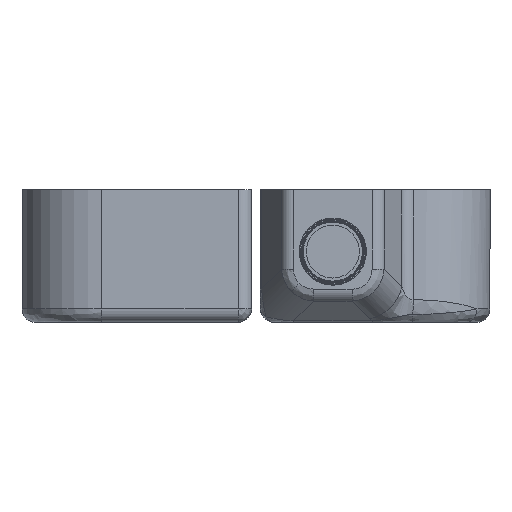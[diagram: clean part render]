
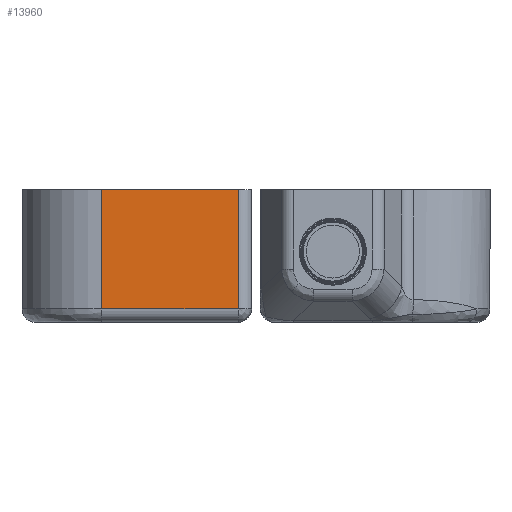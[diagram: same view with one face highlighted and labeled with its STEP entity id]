
A CAD part, left-side view. The second image highlights one B-rep face of the part: STEP entity #13960.
In plain terms, the highlighted face is planar.
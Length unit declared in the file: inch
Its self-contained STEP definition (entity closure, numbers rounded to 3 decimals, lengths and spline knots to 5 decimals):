
#243 = EDGE_LOOP ( 'NONE', ( #9562, #6070, #888, #20400 ) ) ;
#374 = DIRECTION ( 'NONE',  ( 0., 1., 0. ) ) ;
#653 = LINE ( 'NONE', #19433, #10543 ) ;
#888 = ORIENTED_EDGE ( 'NONE', *, *, #11695, .F. ) ;
#1379 = DIRECTION ( 'NONE',  ( 0., 0., -1. ) ) ;
#2805 = EDGE_CURVE ( 'NONE', #19161, #12813, #18618, .T. ) ;
#3414 = CARTESIAN_POINT ( 'NONE',  ( 0.76772, 0.35433, 0.59055 ) ) ;
#4339 = CARTESIAN_POINT ( 'NONE',  ( 0.76772, 0.96457, 0.59055 ) ) ;
#4771 = CARTESIAN_POINT ( 'NONE',  ( 0.76772, 0.35433, 0.05906 ) ) ;
#5237 = CARTESIAN_POINT ( 'NONE',  ( 0.76772, 0., 0.05906 ) ) ;
#5536 = LINE ( 'NONE', #3414, #17964 ) ;
#5851 = VERTEX_POINT ( 'NONE', #4339 ) ;
#6070 = ORIENTED_EDGE ( 'NONE', *, *, #6620, .F. ) ;
#6620 = EDGE_CURVE ( 'NONE', #5851, #19161, #653, .T. ) ;
#8232 = DIRECTION ( 'NONE',  ( 0., 0., 1. ) ) ;
#8575 = VECTOR ( 'NONE', #374, 39.37008 ) ;
#8710 = CARTESIAN_POINT ( 'NONE',  ( 0.76772, 0.96457, 0.05906 ) ) ;
#9002 = DIRECTION ( 'NONE',  ( -1., 0., 0. ) ) ;
#9562 = ORIENTED_EDGE ( 'NONE', *, *, #2805, .F. ) ;
#10092 = CARTESIAN_POINT ( 'NONE',  ( 0.76772, 0., 0.59055 ) ) ;
#10543 = VECTOR ( 'NONE', #1379, 39.37008 ) ;
#10614 = PLANE ( 'NONE',  #18693 ) ;
#11695 = EDGE_CURVE ( 'NONE', #18868, #5851, #20532, .T. ) ;
#12813 = VERTEX_POINT ( 'NONE', #4771 ) ;
#13960 = ADVANCED_FACE ( 'NONE', ( #20692 ), #10614, .F. ) ;
#15460 = DIRECTION ( 'NONE',  ( 0., 0., 1. ) ) ;
#17853 = CARTESIAN_POINT ( 'NONE',  ( 0.76772, 0.35433, 0.59055 ) ) ;
#17964 = VECTOR ( 'NONE', #8232, 39.37008 ) ;
#18097 = VECTOR ( 'NONE', #18301, 39.37008 ) ;
#18301 = DIRECTION ( 'NONE',  ( 0., -1., 0. ) ) ;
#18533 = EDGE_CURVE ( 'NONE', #12813, #18868, #5536, .T. ) ;
#18618 = LINE ( 'NONE', #5237, #18097 ) ;
#18693 = AXIS2_PLACEMENT_3D ( 'NONE', #18804, #9002, #15460 ) ;
#18804 = CARTESIAN_POINT ( 'NONE',  ( 0.76772, 0., 0.59055 ) ) ;
#18868 = VERTEX_POINT ( 'NONE', #17853 ) ;
#19161 = VERTEX_POINT ( 'NONE', #8710 ) ;
#19433 = CARTESIAN_POINT ( 'NONE',  ( 0.76772, 0.96457, 0.59055 ) ) ;
#20400 = ORIENTED_EDGE ( 'NONE', *, *, #18533, .F. ) ;
#20532 = LINE ( 'NONE', #10092, #8575 ) ;
#20692 = FACE_OUTER_BOUND ( 'NONE', #243, .T. ) ;
